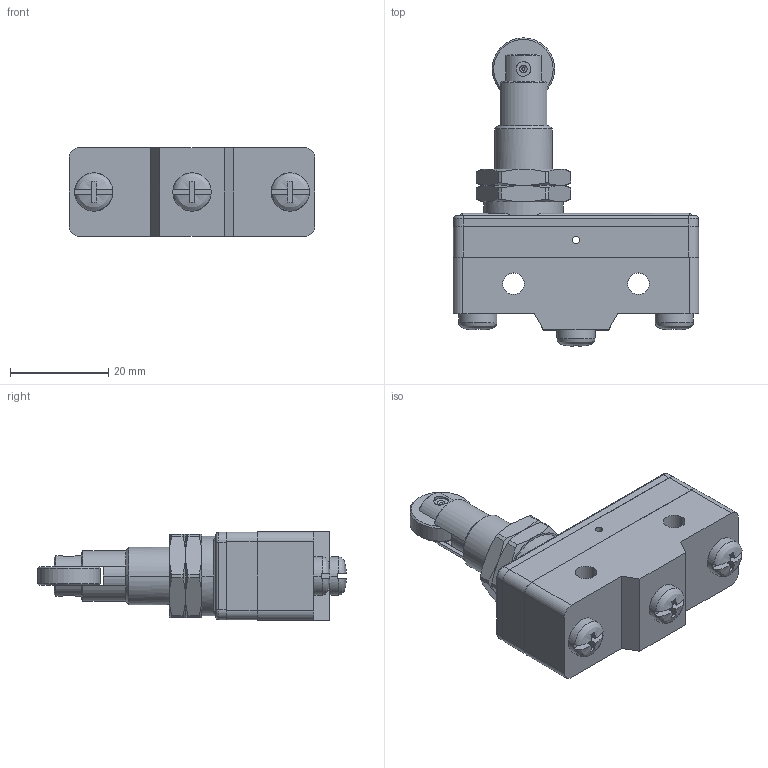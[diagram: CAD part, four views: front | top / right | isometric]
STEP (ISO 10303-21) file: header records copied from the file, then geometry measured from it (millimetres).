
FILE_DESCRIPTION((''),'2;1');
FILE_NAME('LA167-Z1-308','2024-04-09T',('Administrator'),('zyb.com'),'PRO/ENGINEER BY PARAMETRIC TECHNOLOGY CORPORATION, 2010280','PRO/ENGINEER BY PARAMETRIC TECHNOLOGY CORPORATION, 2010280','');
FILE_SCHEMA(('CONFIG_CONTROL_DESIGN','SHAPE_APPEARANCE_LAYERS_GROUPS'));
Length unit declared in the file: millimetre
Products named in the file (1): LA167-Z1-308
Bounding box: 50 x 62.75 x 18 mm (x, y, z)
Volume: 22884.7 mm3; surface area: 8340.7 mm2
Topology: 1 solids, 1 shells, 222 faces, 566 edges, 360 vertices
Faces by surface type: plane 98, cylinder 72, cone 38, bspline 6, torus 4, sphere 4
Entity records: 10104 total; most frequent: CARTESIAN_POINT 2916, ORIENTED_EDGE 1132, DIRECTION 1128, PRESENTATION_STYLE_ASSIGNMENT 567, STYLED_ITEM 567, CURVE_STYLE 566, EDGE_CURVE 566, AXIS2_PLACEMENT_3D 434
